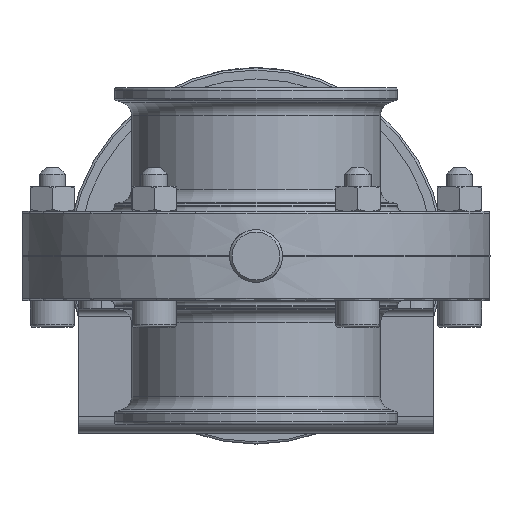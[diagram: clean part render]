
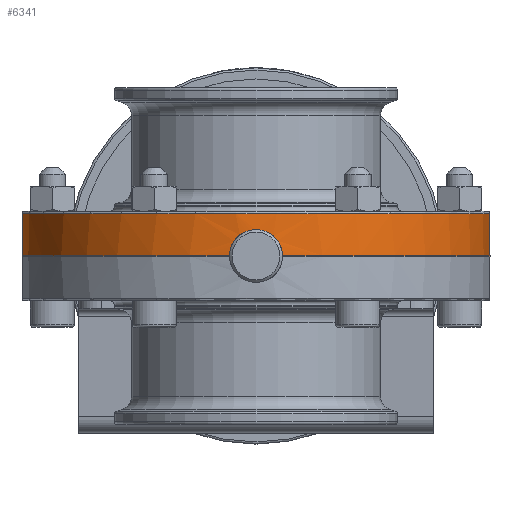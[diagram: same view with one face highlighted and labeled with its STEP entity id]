
A CAD part, front view. The second image highlights one B-rep face of the part: STEP entity #6341.
In plain terms, the highlighted cylindrical face has radius 53 mm (diameter 106 mm), a partial arc.
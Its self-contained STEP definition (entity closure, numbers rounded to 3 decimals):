
#276=B_SPLINE_CURVE_WITH_KNOTS('',3,(#9885,#9886,#9887,#9888,#9889,#9890,
#9891,#9892,#9893,#9894,#9895,#9896,#9897,#9898),.UNSPECIFIED.,.F.,.F.,
(4,2,2,2,2,2,4),(2.536,2.565,2.662,2.758,
2.855,2.951,2.98),.UNSPECIFIED.);
#278=B_SPLINE_CURVE_WITH_KNOTS('',3,(#9915,#9916,#9917,#9918,#9919,#9920,
#9921,#9922),.UNSPECIFIED.,.F.,.F.,(4,2,2,4),(2.941,3.167,
3.393,3.61),.UNSPECIFIED.);
#281=B_SPLINE_CURVE_WITH_KNOTS('',3,(#10055,#10056,#10057,#10058,#10059,
#10060,#10061,#10062),.UNSPECIFIED.,.F.,.F.,(4,2,2,4),(1.82,
2.036,2.262,2.488),.UNSPECIFIED.);
#359=LINE('',#9687,#733);
#382=LINE('',#9932,#756);
#733=VECTOR('',#7709,10.);
#756=VECTOR('',#7922,10.);
#1120=CYLINDRICAL_SURFACE('',#7040,53.);
#1493=FACE_OUTER_BOUND('',#1895,.T.);
#1895=EDGE_LOOP('',(#4413,#4414,#4415,#4416,#4417,#4418,#4419,#4420));
#2345=CIRCLE('',#6997,53.);
#2347=CIRCLE('',#7001,53.);
#2371=CIRCLE('',#7035,53.);
#2668=VERTEX_POINT('',#9684);
#2669=VERTEX_POINT('',#9686);
#2723=VERTEX_POINT('',#9860);
#2728=VERTEX_POINT('',#9883);
#2732=VERTEX_POINT('',#9913);
#2733=VERTEX_POINT('',#9926);
#2734=VERTEX_POINT('',#9930);
#2737=VERTEX_POINT('',#9969);
#3251=EDGE_CURVE('',#2669,#2668,#359,.T.);
#3334=EDGE_CURVE('',#2723,#2728,#276,.T.);
#3339=EDGE_CURVE('',#2728,#2732,#278,.T.);
#3344=EDGE_CURVE('',#2734,#2733,#382,.T.);
#3345=EDGE_CURVE('',#2733,#2668,#2345,.T.);
#3350=EDGE_CURVE('',#2737,#2734,#2347,.T.);
#3379=EDGE_CURVE('',#2737,#2723,#281,.T.);
#3388=EDGE_CURVE('',#2669,#2732,#2371,.T.);
#4413=ORIENTED_EDGE('',*,*,#3344,.F.);
#4414=ORIENTED_EDGE('',*,*,#3350,.F.);
#4415=ORIENTED_EDGE('',*,*,#3379,.T.);
#4416=ORIENTED_EDGE('',*,*,#3334,.T.);
#4417=ORIENTED_EDGE('',*,*,#3339,.T.);
#4418=ORIENTED_EDGE('',*,*,#3388,.F.);
#4419=ORIENTED_EDGE('',*,*,#3251,.T.);
#4420=ORIENTED_EDGE('',*,*,#3345,.F.);
#6341=ADVANCED_FACE('',(#1493),#1120,.T.);
#6997=AXIS2_PLACEMENT_3D('',#9934,#7925,#7926);
#7001=AXIS2_PLACEMENT_3D('',#9971,#7935,#7936);
#7035=AXIS2_PLACEMENT_3D('',#10089,#8012,#8013);
#7040=AXIS2_PLACEMENT_3D('',#10097,#8022,#8023);
#7709=DIRECTION('',(0.,0.,-1.));
#7922=DIRECTION('',(0.,0.,-1.));
#7925=DIRECTION('center_axis',(0.,0.,-1.));
#7926=DIRECTION('ref_axis',(0.,-1.,0.));
#7935=DIRECTION('center_axis',(0.,0.,1.));
#7936=DIRECTION('ref_axis',(1.,0.,0.));
#8012=DIRECTION('center_axis',(0.,0.,1.));
#8013=DIRECTION('ref_axis',(1.,0.,0.));
#8022=DIRECTION('center_axis',(0.,0.,1.));
#8023=DIRECTION('ref_axis',(-0.001,-1.,0.));
#9684=CARTESIAN_POINT('',(-22.04,48.2,-9.6));
#9686=CARTESIAN_POINT('',(-22.04,48.2,-0.1));
#9687=CARTESIAN_POINT('',(-22.04,48.2,-0.1));
#9860=CARTESIAN_POINT('',(2.302,-52.95,-5.541));
#9883=CARTESIAN_POINT('',(-2.302,-52.95,-5.541));
#9885=CARTESIAN_POINT('Ctrl Pts',(2.302,-52.95,-5.541));
#9886=CARTESIAN_POINT('Ctrl Pts',(2.206,-52.954,-5.576));
#9887=CARTESIAN_POINT('Ctrl Pts',(2.111,-52.958,-5.609));
#9888=CARTESIAN_POINT('Ctrl Pts',(1.711,-52.973,-5.736));
#9889=CARTESIAN_POINT('Ctrl Pts',(1.368,-52.983,-5.818));
#9890=CARTESIAN_POINT('Ctrl Pts',(0.673,-52.997,-5.925));
#9891=CARTESIAN_POINT('Ctrl Pts',(0.321,-53.,-5.95));
#9892=CARTESIAN_POINT('Ctrl Pts',(-0.321,-53.,-5.95));
#9893=CARTESIAN_POINT('Ctrl Pts',(-0.673,-52.997,
-5.925));
#9894=CARTESIAN_POINT('Ctrl Pts',(-1.368,-52.983,-5.818));
#9895=CARTESIAN_POINT('Ctrl Pts',(-1.711,-52.973,-5.736));
#9896=CARTESIAN_POINT('Ctrl Pts',(-2.111,-52.958,-5.609));
#9897=CARTESIAN_POINT('Ctrl Pts',(-2.206,-52.954,-5.576));
#9898=CARTESIAN_POINT('Ctrl Pts',(-2.302,-52.95,-5.541));
#9913=CARTESIAN_POINT('',(-5.999,-52.659,-0.1));
#9915=CARTESIAN_POINT('Ctrl Pts',(-2.302,-52.95,-5.541));
#9916=CARTESIAN_POINT('Ctrl Pts',(-3.039,-52.918,-5.235));
#9917=CARTESIAN_POINT('Ctrl Pts',(-3.711,-52.873,-4.774));
#9918=CARTESIAN_POINT('Ctrl Pts',(-4.775,-52.787,-3.71));
#9919=CARTESIAN_POINT('Ctrl Pts',(-5.237,-52.742,-3.036));
#9920=CARTESIAN_POINT('Ctrl Pts',(-5.836,-52.679,-1.591));
#9921=CARTESIAN_POINT('Ctrl Pts',(-5.987,-52.661,-0.825));
#9922=CARTESIAN_POINT('Ctrl Pts',(-5.999,-52.659,-0.1));
#9926=CARTESIAN_POINT('',(22.14,48.154,-9.6));
#9930=CARTESIAN_POINT('',(22.14,48.154,-0.1));
#9932=CARTESIAN_POINT('',(22.14,48.154,-0.1));
#9934=CARTESIAN_POINT('Origin',(0.,0.,-9.6));
#9969=CARTESIAN_POINT('',(5.999,-52.659,-0.1));
#9971=CARTESIAN_POINT('Origin',(0.,0.,-0.1));
#10055=CARTESIAN_POINT('Ctrl Pts',(5.999,-52.659,-0.1));
#10056=CARTESIAN_POINT('Ctrl Pts',(5.987,-52.661,-0.825));
#10057=CARTESIAN_POINT('Ctrl Pts',(5.836,-52.679,-1.591));
#10058=CARTESIAN_POINT('Ctrl Pts',(5.237,-52.742,-3.036));
#10059=CARTESIAN_POINT('Ctrl Pts',(4.775,-52.787,-3.71));
#10060=CARTESIAN_POINT('Ctrl Pts',(3.711,-52.873,-4.774));
#10061=CARTESIAN_POINT('Ctrl Pts',(3.039,-52.918,-5.235));
#10062=CARTESIAN_POINT('Ctrl Pts',(2.302,-52.95,-5.541));
#10089=CARTESIAN_POINT('Origin',(0.,0.,-0.1));
#10097=CARTESIAN_POINT('Origin',(0.,0.,-0.1));
